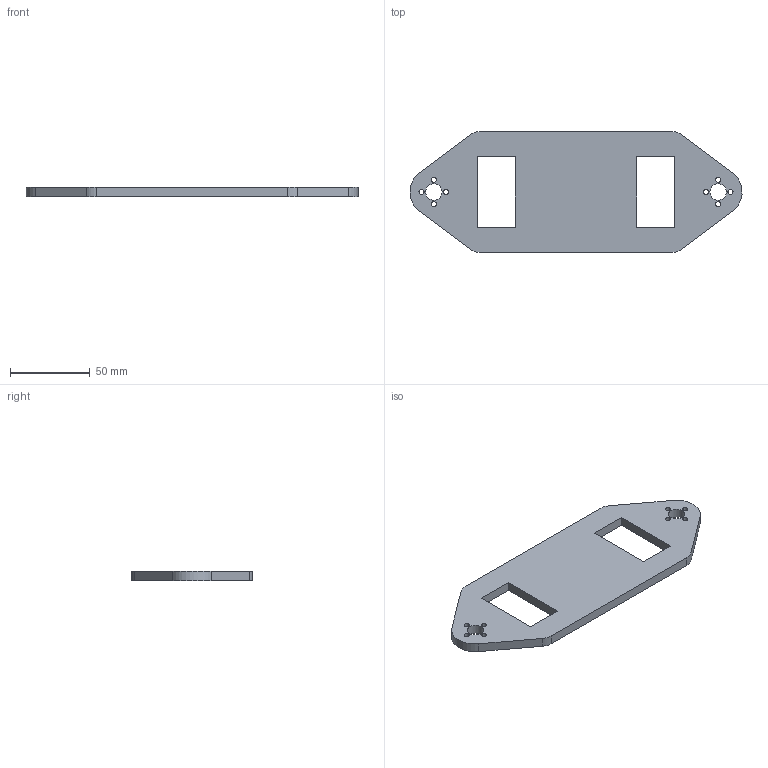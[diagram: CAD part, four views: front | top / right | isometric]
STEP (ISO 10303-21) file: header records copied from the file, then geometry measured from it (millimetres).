
FILE_DESCRIPTION(('FreeCAD Model'),'2;1');
FILE_NAME('Open CASCADE Shape Model','2022-10-07T14:26:13',(''),(''), 'Open CASCADE STEP processor 7.6','FreeCAD','Unknown');
FILE_SCHEMA(('AUTOMOTIVE_DESIGN { 1 0 10303 214 1 1 1 1 }'));
Length unit declared in the file: millimetre
Products named in the file (1): Crusher Element
Bounding box: 208.29 x 76 x 6 mm (x, y, z)
Volume: 65797.2 mm3; surface area: 27327.4 mm2
Topology: 1 solids, 1 shells, 32 faces, 90 edges, 60 vertices
Faces by surface type: plane 16, cylinder 16
Full cylindrical faces by diameter (mm): 3.2 x8, 10.3 x2
Entity records: 2288 total; most frequent: DIRECTION 368, CARTESIAN_POINT 363, LINE 206, VECTOR 206, ORIENTED_EDGE 180, PCURVE 180, DEFINITIONAL_REPRESENTATION 180, EDGE_CURVE 90
